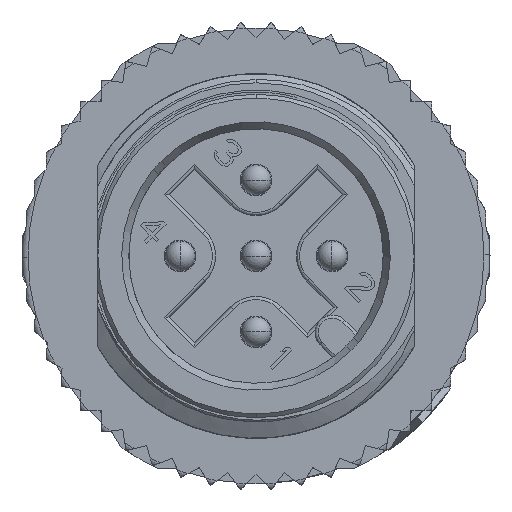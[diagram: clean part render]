
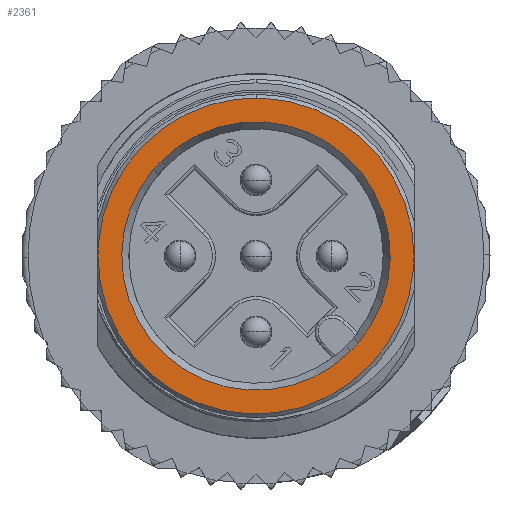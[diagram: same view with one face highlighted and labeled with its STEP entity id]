
A CAD part, front view. The second image highlights one B-rep face of the part: STEP entity #2361.
In plain terms, the highlighted planar face has unit normal (0, -1, 0).
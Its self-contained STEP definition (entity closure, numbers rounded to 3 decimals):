
#2361=ADVANCED_FACE('',(#5331,#5332),#5333,.T.);
#5331=FACE_OUTER_BOUND('',#9344,.T.);
#5332=FACE_BOUND('',#9345,.T.);
#5333=PLANE('',#9346);
#9344=EDGE_LOOP('',(#24750,#24751,#24752,#24753));
#9345=EDGE_LOOP('',(#24754,#24755,#24756,#24757));
#9346=AXIS2_PLACEMENT_3D('',#24758,#24759,#24760);
#24750=ORIENTED_EDGE('',*,*,#30585,.T.);
#24751=ORIENTED_EDGE('',*,*,#32288,.T.);
#24752=ORIENTED_EDGE('',*,*,#30580,.T.);
#24753=ORIENTED_EDGE('',*,*,#32290,.T.);
#24754=ORIENTED_EDGE('',*,*,#30725,.F.);
#24755=ORIENTED_EDGE('',*,*,#31662,.F.);
#24756=ORIENTED_EDGE('',*,*,#30730,.F.);
#24757=ORIENTED_EDGE('',*,*,#31665,.F.);
#24758=CARTESIAN_POINT('',(-5.72,-16.1,5.682));
#24759=DIRECTION('',(0.0,-1.0,0.0));
#24760=DIRECTION('',(1.0,0.0,0.0));
#30580=EDGE_CURVE('',#34830,#34827,#34831,.T.);
#30585=EDGE_CURVE('',#34839,#34836,#34840,.T.);
#30725=EDGE_CURVE('',#35087,#35083,#35089,.T.);
#30730=EDGE_CURVE('',#35096,#35092,#35098,.T.);
#31662=EDGE_CURVE('',#35092,#35087,#36444,.T.);
#31665=EDGE_CURVE('',#35083,#35096,#36447,.T.);
#32288=EDGE_CURVE('',#34836,#34830,#37334,.T.);
#32290=EDGE_CURVE('',#34827,#34839,#37336,.T.);
#34827=VERTEX_POINT('',#40987);
#34830=VERTEX_POINT('',#40991);
#34831=CIRCLE('',#40992,5.2);
#34836=VERTEX_POINT('',#40998);
#34839=VERTEX_POINT('',#41002);
#34840=CIRCLE('',#41003,5.2);
#35083=VERTEX_POINT('',#41429);
#35087=VERTEX_POINT('',#41434);
#35089=CIRCLE('',#41437,4.418);
#35092=VERTEX_POINT('',#41440);
#35096=VERTEX_POINT('',#41445);
#35098=CIRCLE('',#41448,4.418);
#36444=CIRCLE('',#43311,4.418);
#36447=CIRCLE('',#43314,4.418);
#37334=CIRCLE('',#44695,5.2);
#37336=CIRCLE('',#44697,5.2);
#40987=CARTESIAN_POINT('',(-5.18,-16.1,0.453));
#40991=CARTESIAN_POINT('',(5.2,-16.1,0.0));
#40992=AXIS2_PLACEMENT_3D('',#55375,#55376,#55377);
#40998=CARTESIAN_POINT('',(5.18,-16.1,-0.453));
#41002=CARTESIAN_POINT('',(-5.2,-16.1,0.0));
#41003=AXIS2_PLACEMENT_3D('',#55383,#55384,#55385);
#41429=CARTESIAN_POINT('',(3.385,-16.1,-2.84));
#41434=CARTESIAN_POINT('',(3.124,-16.1,-3.124));
#41437=AXIS2_PLACEMENT_3D('',#55600,#55601,#55602);
#41440=CARTESIAN_POINT('',(-3.385,-16.1,2.84));
#41445=CARTESIAN_POINT('',(-3.124,-16.1,3.124));
#41448=AXIS2_PLACEMENT_3D('',#55608,#55609,#55610);
#43311=AXIS2_PLACEMENT_3D('',#56706,#56707,#56708);
#43314=AXIS2_PLACEMENT_3D('',#56712,#56713,#56714);
#44695=AXIS2_PLACEMENT_3D('',#57234,#57235,#57236);
#44697=AXIS2_PLACEMENT_3D('',#57237,#57238,#57239);
#55375=CARTESIAN_POINT('',(0.0,-16.1,0.0));
#55376=DIRECTION('',(0.0,-1.0,0.0));
#55377=DIRECTION('',(1.0,0.0,0.0));
#55383=CARTESIAN_POINT('',(0.0,-16.1,0.0));
#55384=DIRECTION('',(0.0,-1.0,0.0));
#55385=DIRECTION('',(-1.0,0.0,0.0));
#55600=CARTESIAN_POINT('',(0.0,-16.1,0.0));
#55601=DIRECTION('',(0.0,-1.0,0.0));
#55602=DIRECTION('',(0.707,0.0,-0.707));
#55608=CARTESIAN_POINT('',(0.0,-16.1,0.0));
#55609=DIRECTION('',(0.0,-1.0,0.0));
#55610=DIRECTION('',(-0.707,0.0,0.707));
#56706=CARTESIAN_POINT('',(0.0,-16.1,0.0));
#56707=DIRECTION('',(0.0,-1.0,0.0));
#56708=DIRECTION('',(-0.707,0.0,0.707));
#56712=CARTESIAN_POINT('',(0.0,-16.1,0.0));
#56713=DIRECTION('',(0.0,-1.0,0.0));
#56714=DIRECTION('',(0.707,0.0,-0.707));
#57234=CARTESIAN_POINT('',(0.0,-16.1,0.0));
#57235=DIRECTION('',(0.0,-1.0,0.0));
#57236=DIRECTION('',(-1.0,0.0,0.0));
#57237=CARTESIAN_POINT('',(0.0,-16.1,0.0));
#57238=DIRECTION('',(0.0,-1.0,0.0));
#57239=DIRECTION('',(1.0,0.0,0.0));
